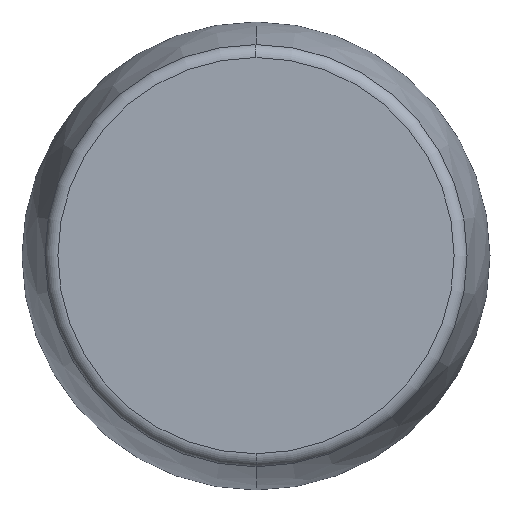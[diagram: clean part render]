
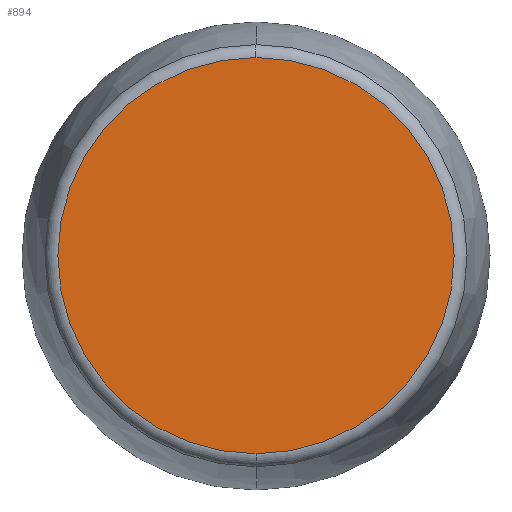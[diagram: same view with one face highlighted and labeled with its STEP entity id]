
A CAD part, top view. The second image highlights one B-rep face of the part: STEP entity #894.
In plain terms, the highlighted planar face has unit normal (0, 0, 1).
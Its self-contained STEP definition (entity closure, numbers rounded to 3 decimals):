
#871=CARTESIAN_POINT('Axis2P3D Location',(0.,14.815,23.5)) ;
#876=CARTESIAN_POINT('Axis2P3D Location',(0.,0.,23.5)) ;
#880=CARTESIAN_POINT('Vertex',(0.,14.815,23.5)) ;
#882=CARTESIAN_POINT('Vertex',(0.,-14.815,23.5)) ;
#885=CARTESIAN_POINT('Axis2P3D Location',(0.,0.,23.5)) ;
#872=DIRECTION('Axis2P3D Direction',(0.,0.,-1.)) ;
#873=DIRECTION('Axis2P3D XDirection',(1.,0.,0.)) ;
#877=DIRECTION('Axis2P3D Direction',(0.,0.,-1.)) ;
#886=DIRECTION('Axis2P3D Direction',(0.,0.,-1.)) ;
#874=AXIS2_PLACEMENT_3D('Plane Axis2P3D',#871,#872,#873) ;
#878=AXIS2_PLACEMENT_3D('Circle Axis2P3D',#876,#877,$) ;
#887=AXIS2_PLACEMENT_3D('Circle Axis2P3D',#885,#886,$) ;
#879=CIRCLE('generated circle',#878,14.815) ;
#888=CIRCLE('generated circle',#887,14.815) ;
#875=PLANE('',#874) ;
#884=EDGE_CURVE('',#881,#883,#879,.T.) ;
#889=EDGE_CURVE('',#883,#881,#888,.T.) ;
#891=ORIENTED_EDGE('',*,*,#884,.F.) ;
#892=ORIENTED_EDGE('',*,*,#889,.F.) ;
#890=EDGE_LOOP('',(#891,#892)) ;
#881=VERTEX_POINT('',#880) ;
#883=VERTEX_POINT('',#882) ;
#894=ADVANCED_FACE('PartBody',(#893),#875,.F.) ;
#893=FACE_OUTER_BOUND('',#890,.T.) ;
